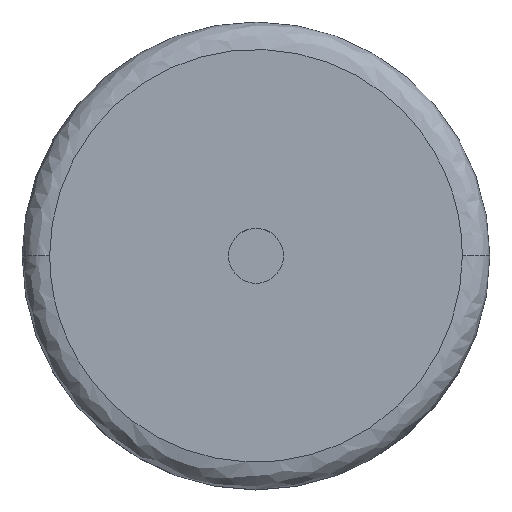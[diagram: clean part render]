
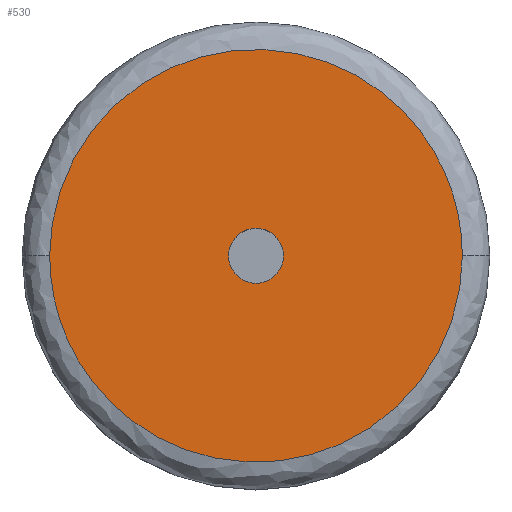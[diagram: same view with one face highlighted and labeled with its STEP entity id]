
A CAD part, top view. The second image highlights one B-rep face of the part: STEP entity #530.
In plain terms, the highlighted planar face has unit normal (0, 0, 1).
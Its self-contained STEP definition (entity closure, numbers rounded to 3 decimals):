
#15 = VERTEX_POINT ( 'NONE', #202 ) ;
#76 = ORIENTED_EDGE ( 'NONE', *, *, #441, .T. ) ;
#81 = CARTESIAN_POINT ( 'NONE',  ( 0., 0., 7. ) ) ;
#86 = DIRECTION ( 'NONE',  ( 0., 0., -1. ) ) ;
#150 = AXIS2_PLACEMENT_3D ( 'NONE', #974, #86, #261 ) ;
#190 = CARTESIAN_POINT ( 'NONE',  ( 7.5, 0., 7. ) ) ;
#202 = CARTESIAN_POINT ( 'NONE',  ( -7.5, 0., 7. ) ) ;
#226 = VERTEX_POINT ( 'NONE', #702 ) ;
#261 = DIRECTION ( 'NONE',  ( -1., 0., 0. ) ) ;
#274 = EDGE_CURVE ( 'NONE', #15, #226, #655, .T. ) ;
#356 = EDGE_LOOP ( 'NONE', ( #905, #1047 ) ) ;
#363 = AXIS2_PLACEMENT_3D ( 'NONE', #429, #804, #605 ) ;
#365 = CARTESIAN_POINT ( 'NONE',  ( -7.5, 15., 7. ) ) ;
#429 = CARTESIAN_POINT ( 'NONE',  ( 0., 0., 7. ) ) ;
#441 = EDGE_CURVE ( 'NONE', #1132, #1035, #463, .T. ) ;
#448 = EDGE_LOOP ( 'NONE', ( #921, #76 ) ) ;
#463 = CIRCLE ( 'NONE', #363, 1. ) ;
#530 = ADVANCED_FACE ( 'NONE', ( #873, #1048 ), #783, .T. ) ;
#573 =( BOUNDED_CURVE ( )  B_SPLINE_CURVE ( 3, ( #611, #705, #1057, #883 ),
 .UNSPECIFIED., .F., .T. ) 
 B_SPLINE_CURVE_WITH_KNOTS ( ( 4, 4 ),
 ( 0.5, 1. ),
 .UNSPECIFIED. ) 
 CURVE ( )  GEOMETRIC_REPRESENTATION_ITEM ( )  RATIONAL_B_SPLINE_CURVE ( ( 1., 0.333, 0.333, 1. ) ) 
 REPRESENTATION_ITEM ( '' )  );
#605 = DIRECTION ( 'NONE',  ( -1., 0., 0. ) ) ;
#611 = CARTESIAN_POINT ( 'NONE',  ( 7.5, 0., 7. ) ) ;
#641 = CARTESIAN_POINT ( 'NONE',  ( -1., 0., 7. ) ) ;
#655 =( BOUNDED_CURVE ( )  B_SPLINE_CURVE ( 3, ( #736, #365, #833, #190 ),
 .UNSPECIFIED., .F., .T. ) 
 B_SPLINE_CURVE_WITH_KNOTS ( ( 4, 4 ),
 ( 0., 0.5 ),
 .UNSPECIFIED. ) 
 CURVE ( )  GEOMETRIC_REPRESENTATION_ITEM ( )  RATIONAL_B_SPLINE_CURVE ( ( 1., 0.333, 0.333, 1. ) ) 
 REPRESENTATION_ITEM ( '' )  );
#702 = CARTESIAN_POINT ( 'NONE',  ( 7.5, 0., 7. ) ) ;
#705 = CARTESIAN_POINT ( 'NONE',  ( 7.5, -15., 7. ) ) ;
#736 = CARTESIAN_POINT ( 'NONE',  ( -7.5, 0., 7. ) ) ;
#739 = CIRCLE ( 'NONE', #150, 1. ) ;
#745 = EDGE_CURVE ( 'NONE', #226, #15, #573, .T. ) ;
#748 = EDGE_CURVE ( 'NONE', #1035, #1132, #739, .T. ) ;
#770 = CARTESIAN_POINT ( 'NONE',  ( 1., 0., 7. ) ) ;
#783 = PLANE ( 'NONE',  #915 ) ;
#804 = DIRECTION ( 'NONE',  ( 0., 0., -1. ) ) ;
#833 = CARTESIAN_POINT ( 'NONE',  ( 7.5, 15., 7. ) ) ;
#873 = FACE_BOUND ( 'NONE', #448, .T. ) ;
#883 = CARTESIAN_POINT ( 'NONE',  ( -7.5, 0., 7. ) ) ;
#905 = ORIENTED_EDGE ( 'NONE', *, *, #745, .F. ) ;
#915 = AXIS2_PLACEMENT_3D ( 'NONE', #81, #1130, #1044 ) ;
#921 = ORIENTED_EDGE ( 'NONE', *, *, #748, .T. ) ;
#974 = CARTESIAN_POINT ( 'NONE',  ( 0., 0., 7. ) ) ;
#1035 = VERTEX_POINT ( 'NONE', #641 ) ;
#1044 = DIRECTION ( 'NONE',  ( 1., 0., 0. ) ) ;
#1047 = ORIENTED_EDGE ( 'NONE', *, *, #274, .F. ) ;
#1048 = FACE_OUTER_BOUND ( 'NONE', #356, .T. ) ;
#1057 = CARTESIAN_POINT ( 'NONE',  ( -7.5, -15., 7. ) ) ;
#1130 = DIRECTION ( 'NONE',  ( 0., 0., 1. ) ) ;
#1132 = VERTEX_POINT ( 'NONE', #770 ) ;
